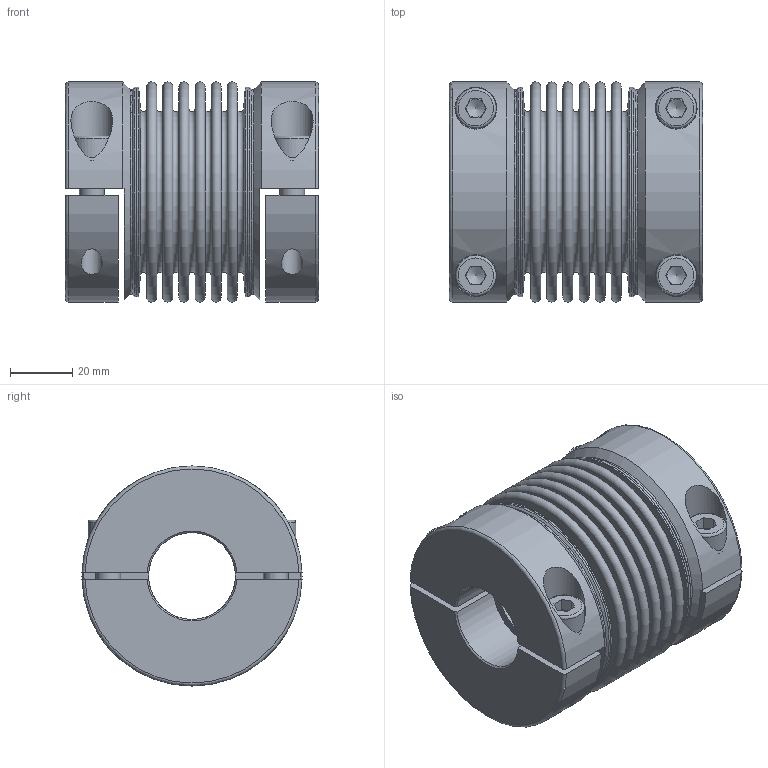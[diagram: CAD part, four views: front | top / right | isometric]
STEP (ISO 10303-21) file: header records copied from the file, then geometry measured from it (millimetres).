
FILE_DESCRIPTION(/* description */ ('Unknown','CAx-IF Rec.Pracs.---Representation and Presentation of Product Manufacturing Information (PMI)---4.0---2014-10-13','CAx-IF Rec.Pracs.---3D Tessellated Geometry---0.4---2014-09-14','2;1'),/* implementation_level */ '2;1');
FILE_NAME(/* name */ 'mb-02924575-1',/* time_stamp */ '2022-12-01T15:00:47+01:00',/* author */ ('Unknown'),/* organization */ ('Unknown'),/* preprocessor_version */ 'ST-DEVELOPER v18.102',/* originating_system */ 'Solid Edge',/* authorisation */ 'Unknown');
FILE_SCHEMA (('AP242_MANAGED_MODEL_BASED_3D_ENGINEERING_MIM_LF { 1 0 10303 442 1 1 4 }'));
Length unit declared in the file: millimetre
Products named in the file (1): mb-02924575
Bounding box: 81.62 x 71 x 71 mm (x, y, z)
Volume: 153434.5 mm3; surface area: 98912.6 mm2
Topology: 1 solids, 1 shells, 194 faces, 404 edges, 256 vertices
Faces by surface type: plane 106, torus 36, cylinder 34, cone 18
Full cylindrical faces by diameter (mm): 6.8 x4, 8 x4, 8.6 x4, 13 x4, 13.5 x4, 28 x2, 67.393 x2, 67.493 x2, 67.5 x2
Entity records: 6605 total; most frequent: CARTESIAN_POINT 1396, DIRECTION 828, ORIENTED_EDGE 624, AXIS2_PLACEMENT_3D 350, FACE_BOUND 322, EDGE_LOOP 318, EDGE_CURVE 312, VERTEX_POINT 242
